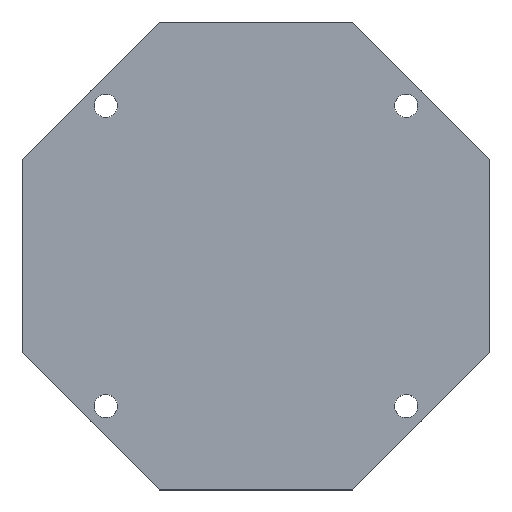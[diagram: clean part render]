
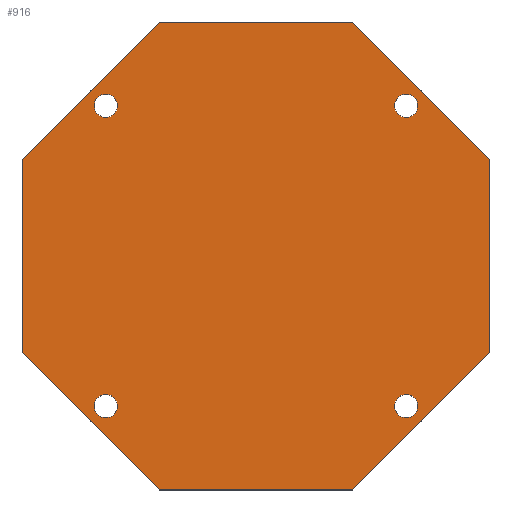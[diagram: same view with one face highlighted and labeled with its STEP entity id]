
A CAD part, top view. The second image highlights one B-rep face of the part: STEP entity #916.
In plain terms, the highlighted planar face has unit normal (0, 0, 1).
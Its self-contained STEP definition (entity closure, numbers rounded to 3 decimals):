
#412 = VERTEX_POINT('',#413);
#413 = CARTESIAN_POINT('',(-30.,12.426,3.));
#419 = EDGE_CURVE('',#412,#420,#422,.T.);
#420 = VERTEX_POINT('',#421);
#421 = CARTESIAN_POINT('',(-30.,-12.426,3.));
#422 = LINE('',#423,#424);
#423 = CARTESIAN_POINT('',(-30.,12.426,3.));
#424 = VECTOR('',#425,1.);
#425 = DIRECTION('',(0.,-1.,0.));
#443 = VERTEX_POINT('',#444);
#444 = CARTESIAN_POINT('',(-12.426,30.,3.));
#450 = EDGE_CURVE('',#443,#412,#451,.T.);
#451 = LINE('',#452,#453);
#452 = CARTESIAN_POINT('',(-12.426,30.,3.));
#453 = VECTOR('',#454,1.);
#454 = DIRECTION('',(-0.707,-0.707,0.));
#467 = VERTEX_POINT('',#468);
#468 = CARTESIAN_POINT('',(12.426,30.,3.));
#474 = EDGE_CURVE('',#467,#443,#475,.T.);
#475 = LINE('',#476,#477);
#476 = CARTESIAN_POINT('',(12.426,30.,3.));
#477 = VECTOR('',#478,1.);
#478 = DIRECTION('',(-1.,0.,0.));
#491 = VERTEX_POINT('',#492);
#492 = CARTESIAN_POINT('',(30.,12.426,3.));
#498 = EDGE_CURVE('',#491,#467,#499,.T.);
#499 = LINE('',#500,#501);
#500 = CARTESIAN_POINT('',(30.,12.426,3.));
#501 = VECTOR('',#502,1.);
#502 = DIRECTION('',(-0.707,0.707,0.));
#515 = VERTEX_POINT('',#516);
#516 = CARTESIAN_POINT('',(30.,-12.426,3.));
#522 = EDGE_CURVE('',#515,#491,#523,.T.);
#523 = LINE('',#524,#525);
#524 = CARTESIAN_POINT('',(30.,-12.426,3.));
#525 = VECTOR('',#526,1.);
#526 = DIRECTION('',(0.,1.,0.));
#539 = VERTEX_POINT('',#540);
#540 = CARTESIAN_POINT('',(12.426,-30.,3.));
#546 = EDGE_CURVE('',#539,#515,#547,.T.);
#547 = LINE('',#548,#549);
#548 = CARTESIAN_POINT('',(12.426,-30.,3.));
#549 = VECTOR('',#550,1.);
#550 = DIRECTION('',(0.707,0.707,0.));
#563 = VERTEX_POINT('',#564);
#564 = CARTESIAN_POINT('',(-12.426,-30.,3.));
#570 = EDGE_CURVE('',#563,#539,#571,.T.);
#571 = LINE('',#572,#573);
#572 = CARTESIAN_POINT('',(-12.426,-30.,3.));
#573 = VECTOR('',#574,1.);
#574 = DIRECTION('',(1.,0.,0.));
#587 = EDGE_CURVE('',#420,#563,#588,.T.);
#588 = LINE('',#589,#590);
#589 = CARTESIAN_POINT('',(-30.,-12.426,3.));
#590 = VECTOR('',#591,1.);
#591 = DIRECTION('',(0.707,-0.707,0.));
#916 = ADVANCED_FACE('',(#917,#927,#938,#949,#960),#971,.T.);
#917 = FACE_BOUND('',#918,.T.);
#918 = EDGE_LOOP('',(#919,#920,#921,#922,#923,#924,#925,#926));
#919 = ORIENTED_EDGE('',*,*,#419,.T.);
#920 = ORIENTED_EDGE('',*,*,#587,.T.);
#921 = ORIENTED_EDGE('',*,*,#570,.T.);
#922 = ORIENTED_EDGE('',*,*,#546,.T.);
#923 = ORIENTED_EDGE('',*,*,#522,.T.);
#924 = ORIENTED_EDGE('',*,*,#498,.T.);
#925 = ORIENTED_EDGE('',*,*,#474,.T.);
#926 = ORIENTED_EDGE('',*,*,#450,.T.);
#927 = FACE_BOUND('',#928,.T.);
#928 = EDGE_LOOP('',(#929));
#929 = ORIENTED_EDGE('',*,*,#930,.F.);
#930 = EDGE_CURVE('',#931,#931,#933,.T.);
#931 = VERTEX_POINT('',#932);
#932 = CARTESIAN_POINT('',(-20.75,-19.25,3.));
#933 = CIRCLE('',#934,1.5);
#934 = AXIS2_PLACEMENT_3D('',#935,#936,#937);
#935 = CARTESIAN_POINT('',(-19.25,-19.25,3.));
#936 = DIRECTION('',(0.,0.,1.));
#937 = DIRECTION('',(-1.,0.,0.));
#938 = FACE_BOUND('',#939,.T.);
#939 = EDGE_LOOP('',(#940));
#940 = ORIENTED_EDGE('',*,*,#941,.F.);
#941 = EDGE_CURVE('',#942,#942,#944,.T.);
#942 = VERTEX_POINT('',#943);
#943 = CARTESIAN_POINT('',(17.75,-19.25,3.));
#944 = CIRCLE('',#945,1.5);
#945 = AXIS2_PLACEMENT_3D('',#946,#947,#948);
#946 = CARTESIAN_POINT('',(19.25,-19.25,3.));
#947 = DIRECTION('',(0.,0.,1.));
#948 = DIRECTION('',(-1.,0.,0.));
#949 = FACE_BOUND('',#950,.T.);
#950 = EDGE_LOOP('',(#951));
#951 = ORIENTED_EDGE('',*,*,#952,.F.);
#952 = EDGE_CURVE('',#953,#953,#955,.T.);
#953 = VERTEX_POINT('',#954);
#954 = CARTESIAN_POINT('',(-20.75,19.25,3.));
#955 = CIRCLE('',#956,1.5);
#956 = AXIS2_PLACEMENT_3D('',#957,#958,#959);
#957 = CARTESIAN_POINT('',(-19.25,19.25,3.));
#958 = DIRECTION('',(0.,0.,1.));
#959 = DIRECTION('',(-1.,0.,0.));
#960 = FACE_BOUND('',#961,.T.);
#961 = EDGE_LOOP('',(#962));
#962 = ORIENTED_EDGE('',*,*,#963,.F.);
#963 = EDGE_CURVE('',#964,#964,#966,.T.);
#964 = VERTEX_POINT('',#965);
#965 = CARTESIAN_POINT('',(17.75,19.25,3.));
#966 = CIRCLE('',#967,1.5);
#967 = AXIS2_PLACEMENT_3D('',#968,#969,#970);
#968 = CARTESIAN_POINT('',(19.25,19.25,3.));
#969 = DIRECTION('',(0.,0.,1.));
#970 = DIRECTION('',(-1.,0.,0.));
#971 = PLANE('',#972);
#972 = AXIS2_PLACEMENT_3D('',#973,#974,#975);
#973 = CARTESIAN_POINT('',(0.,0.,3.));
#974 = DIRECTION('',(0.,0.,1.));
#975 = DIRECTION('',(1.,0.,0.));
